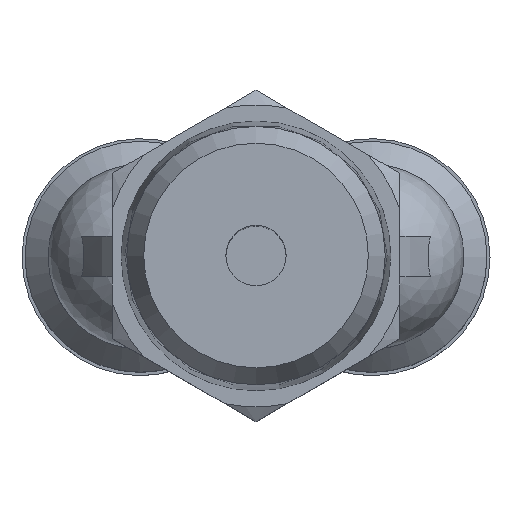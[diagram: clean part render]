
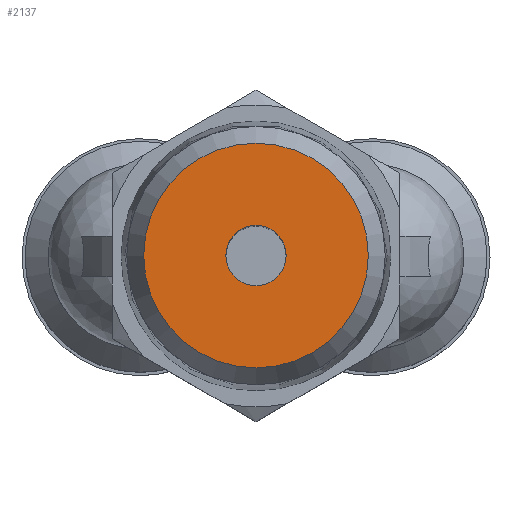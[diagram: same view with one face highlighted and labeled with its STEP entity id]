
A CAD part, top view. The second image highlights one B-rep face of the part: STEP entity #2137.
In plain terms, the highlighted planar face has unit normal (0, 0, 1).
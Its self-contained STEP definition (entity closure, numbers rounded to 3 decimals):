
#222=CIRCLE('',#2302,1.5);
#223=CIRCLE('',#2303,5.591);
#567=ORIENTED_EDGE('',*,*,#843,.F.);
#568=ORIENTED_EDGE('',*,*,#844,.T.);
#843=EDGE_CURVE('',#1001,#1001,#222,.T.);
#844=EDGE_CURVE('',#1002,#1002,#223,.T.);
#1001=VERTEX_POINT('',#3382);
#1002=VERTEX_POINT('',#3384);
#1194=EDGE_LOOP('',(#567));
#1195=EDGE_LOOP('',(#568));
#1325=FACE_BOUND('',#1194,.T.);
#1326=FACE_BOUND('',#1195,.T.);
#1395=PLANE('',#2301);
#2137=ADVANCED_FACE('',(#1325,#1326),#1395,.F.);
#2301=AXIS2_PLACEMENT_3D('',#3380,#2660,#2661);
#2302=AXIS2_PLACEMENT_3D('',#3381,#2662,#2663);
#2303=AXIS2_PLACEMENT_3D('',#3383,#2664,#2665);
#2660=DIRECTION('',(0.,0.,-1.));
#2661=DIRECTION('',(-1.,0.,0.));
#2662=DIRECTION('',(0.,0.,1.));
#2663=DIRECTION('',(1.,0.,0.));
#2664=DIRECTION('',(0.,0.,1.));
#2665=DIRECTION('',(1.,0.,0.));
#3380=CARTESIAN_POINT('',(5.591,0.,48.5));
#3381=CARTESIAN_POINT('',(0.,0.,48.5));
#3382=CARTESIAN_POINT('',(1.5,0.,48.5));
#3383=CARTESIAN_POINT('',(0.,0.,48.5));
#3384=CARTESIAN_POINT('',(5.591,0.,48.5));
